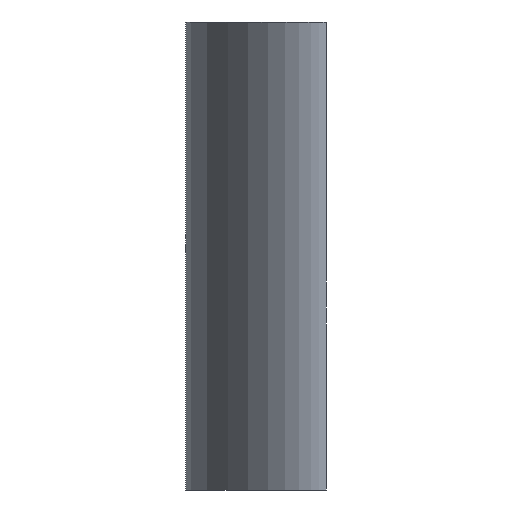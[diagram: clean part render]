
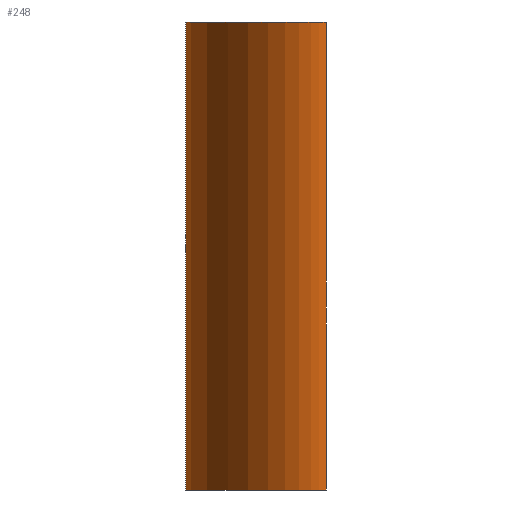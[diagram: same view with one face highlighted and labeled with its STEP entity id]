
A CAD part, left-side view. The second image highlights one B-rep face of the part: STEP entity #248.
In plain terms, the highlighted free-form (B-spline) face has degree [3, 1] with [4, 2] control points.
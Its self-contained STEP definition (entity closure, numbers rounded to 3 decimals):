
#18 = CARTESIAN_POINT ( 'NONE',  ( 0., 0., -20. ) ) ;
#44 = ORIENTED_EDGE ( 'NONE', *, *, #416, .F. ) ;
#45 = VERTEX_POINT ( 'NONE', #185 ) ;
#49 = CARTESIAN_POINT ( 'NONE',  ( 0., 5., 20. ) ) ;
#60 = CARTESIAN_POINT ( 'NONE',  ( 25., 12., 20. ) ) ;
#67 = CARTESIAN_POINT ( 'NONE',  ( 0., 0., 20. ) ) ;
#76 = EDGE_CURVE ( 'NONE', #45, #272, #228, .T. ) ;
#95 = ORIENTED_EDGE ( 'NONE', *, *, #76, .T. ) ;
#101 = CARTESIAN_POINT ( 'NONE',  ( 25., 12., -20. ) ) ;
#107 = CARTESIAN_POINT ( 'NONE',  ( 0., 0., -20. ) ) ;
#161 = CARTESIAN_POINT ( 'NONE',  ( 0., 0., -20. ) ) ;
#170 = CARTESIAN_POINT ( 'NONE',  ( 0., 0., 20. ) ) ;
#177 = ORIENTED_EDGE ( 'NONE', *, *, #213, .T. ) ;
#185 = CARTESIAN_POINT ( 'NONE',  ( 25., 12., -20. ) ) ;
#199 = EDGE_CURVE ( 'NONE', #360, #576, #284, .T. ) ;
#200 = CARTESIAN_POINT ( 'NONE',  ( 8.333, 12., 20. ) ) ;
#208 = EDGE_LOOP ( 'NONE', ( #95, #44, #244, #177 ) ) ;
#213 = EDGE_CURVE ( 'NONE', #360, #45, #348, .T. ) ;
#214 = FACE_OUTER_BOUND ( 'NONE', #208, .T. ) ;
#215 = CARTESIAN_POINT ( 'NONE',  ( 8.333, 12., 20. ) ) ;
#228 = B_SPLINE_CURVE_WITH_KNOTS ( 'NONE', 3,
 ( #670, #296, #514, #18 ),
 .UNSPECIFIED., .F., .F.,
 ( 4, 4 ),
 ( 0., 1. ),
 .UNSPECIFIED. ) ;
#244 = ORIENTED_EDGE ( 'NONE', *, *, #199, .F. ) ;
#248 = ADVANCED_FACE ( 'NONE', ( #214 ), #522, .F. ) ;
#253 = LINE ( 'NONE', #170, #472 ) ;
#272 = VERTEX_POINT ( 'NONE', #107 ) ;
#284 = B_SPLINE_CURVE_WITH_KNOTS ( 'NONE', 3,
 ( #424, #200, #645, #374 ),
 .UNSPECIFIED., .F., .F.,
 ( 4, 4 ),
 ( 0., 1. ),
 .UNSPECIFIED. ) ;
#296 = CARTESIAN_POINT ( 'NONE',  ( 8.333, 12., -20. ) ) ;
#326 = DIRECTION ( 'NONE',  ( 0., 0., -1. ) ) ;
#348 = LINE ( 'NONE', #380, #390 ) ;
#360 = VERTEX_POINT ( 'NONE', #60 ) ;
#374 = CARTESIAN_POINT ( 'NONE',  ( 0., 0., 20. ) ) ;
#380 = CARTESIAN_POINT ( 'NONE',  ( 25., 12., 20. ) ) ;
#390 = VECTOR ( 'NONE', #326, 1000. ) ;
#416 = EDGE_CURVE ( 'NONE', #576, #272, #253, .T. ) ;
#424 = CARTESIAN_POINT ( 'NONE',  ( 25., 12., 20. ) ) ;
#472 = VECTOR ( 'NONE', #660, 1000. ) ;
#514 = CARTESIAN_POINT ( 'NONE',  ( 0., 5., -20. ) ) ;
#522 = B_SPLINE_SURFACE_WITH_KNOTS ( 'NONE', 3, 1, ( 
 ( #589, #101 ),
 ( #215, #659 ),
 ( #49, #547 ),
 ( #599, #161 ) ),
 .UNSPECIFIED., .F., .F., .F.,
 ( 4, 4 ),
 ( 2, 2 ),
 ( 0., 1. ),
 ( 0., 1. ),
 .UNSPECIFIED. ) ;
#547 = CARTESIAN_POINT ( 'NONE',  ( 0., 5., -20. ) ) ;
#576 = VERTEX_POINT ( 'NONE', #67 ) ;
#589 = CARTESIAN_POINT ( 'NONE',  ( 25., 12., 20. ) ) ;
#599 = CARTESIAN_POINT ( 'NONE',  ( 0., 0., 20. ) ) ;
#645 = CARTESIAN_POINT ( 'NONE',  ( 0., 5., 20. ) ) ;
#659 = CARTESIAN_POINT ( 'NONE',  ( 8.333, 12., -20. ) ) ;
#660 = DIRECTION ( 'NONE',  ( 0., 0., -1. ) ) ;
#670 = CARTESIAN_POINT ( 'NONE',  ( 25., 12., -20. ) ) ;
